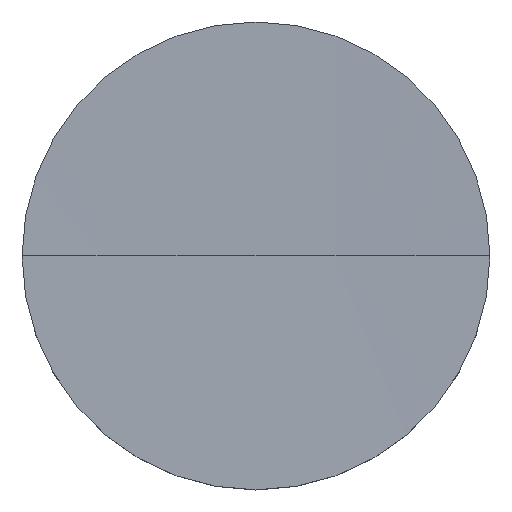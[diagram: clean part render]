
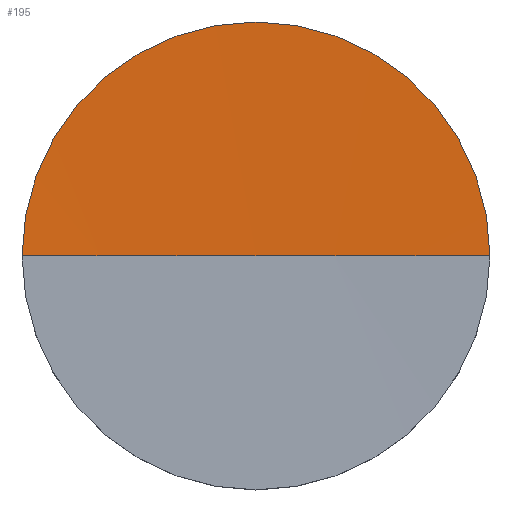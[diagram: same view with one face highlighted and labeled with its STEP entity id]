
A CAD part, top view. The second image highlights one B-rep face of the part: STEP entity #195.
In plain terms, the highlighted spherical face has radius 2000 mm.
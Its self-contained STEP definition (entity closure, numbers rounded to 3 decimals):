
#3 = DIRECTION ( 'NONE',  ( 0., -1., 0. ) ) ;
#5 = FACE_OUTER_BOUND ( 'NONE', #107, .T. ) ;
#7 = CARTESIAN_POINT ( 'NONE',  ( 0., 0., 2012.337 ) ) ;
#12 = AXIS2_PLACEMENT_3D ( 'NONE', #7, #63, #65 ) ;
#26 = CARTESIAN_POINT ( 'NONE',  ( 0., 0., 12.7 ) ) ;
#30 = EDGE_CURVE ( 'NONE', #70, #139, #41, .T. ) ;
#41 = CIRCLE ( 'NONE', #161, 38.1 ) ;
#46 = CARTESIAN_POINT ( 'NONE',  ( 0., 0., 2012.337 ) ) ;
#48 = CARTESIAN_POINT ( 'NONE',  ( 38.1, 0., 12.7 ) ) ;
#53 = CIRCLE ( 'NONE', #101, 2000. ) ;
#60 = DIRECTION ( 'NONE',  ( 1., 0., 0. ) ) ;
#63 = DIRECTION ( 'NONE',  ( 0., -1., 0. ) ) ;
#64 = DIRECTION ( 'NONE',  ( 0., 0., -1. ) ) ;
#65 = DIRECTION ( 'NONE',  ( 1., 0., 0. ) ) ;
#70 = VERTEX_POINT ( 'NONE', #135 ) ;
#72 = ORIENTED_EDGE ( 'NONE', *, *, #143, .T. ) ;
#77 = CARTESIAN_POINT ( 'NONE',  ( 0., 0., 2012.337 ) ) ;
#85 = DIRECTION ( 'NONE',  ( 1., 0., 0. ) ) ;
#101 = AXIS2_PLACEMENT_3D ( 'NONE', #77, #3, #60 ) ;
#107 = EDGE_LOOP ( 'NONE', ( #167, #72, #112 ) ) ;
#112 = ORIENTED_EDGE ( 'NONE', *, *, #185, .F. ) ;
#113 = DIRECTION ( 'NONE',  ( 0., 1., 0. ) ) ;
#132 = CARTESIAN_POINT ( 'NONE',  ( 0., 0., 12.337 ) ) ;
#134 = SPHERICAL_SURFACE ( 'NONE', #12, 2000. ) ;
#135 = CARTESIAN_POINT ( 'NONE',  ( -38.1, 0., 12.7 ) ) ;
#139 = VERTEX_POINT ( 'NONE', #48 ) ;
#143 = EDGE_CURVE ( 'NONE', #70, #200, #53, .T. ) ;
#161 = AXIS2_PLACEMENT_3D ( 'NONE', #26, #64, #85 ) ;
#167 = ORIENTED_EDGE ( 'NONE', *, *, #30, .F. ) ;
#170 = DIRECTION ( 'NONE',  ( 0., 0., 1. ) ) ;
#175 = CIRCLE ( 'NONE', #180, 2000. ) ;
#180 = AXIS2_PLACEMENT_3D ( 'NONE', #46, #113, #170 ) ;
#185 = EDGE_CURVE ( 'NONE', #139, #200, #175, .T. ) ;
#195 = ADVANCED_FACE ( 'NONE', ( #5 ), #134, .F. ) ;
#200 = VERTEX_POINT ( 'NONE', #132 ) ;
